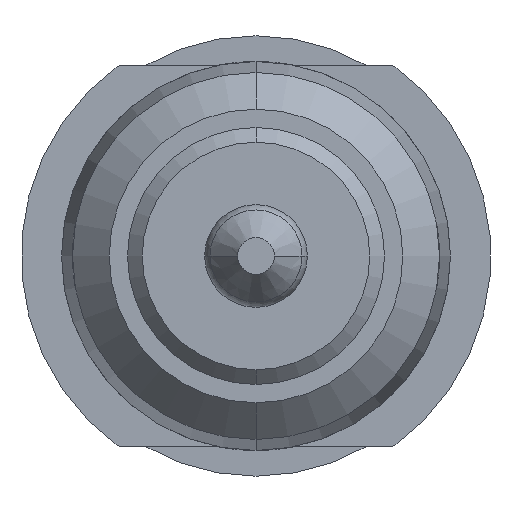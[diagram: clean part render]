
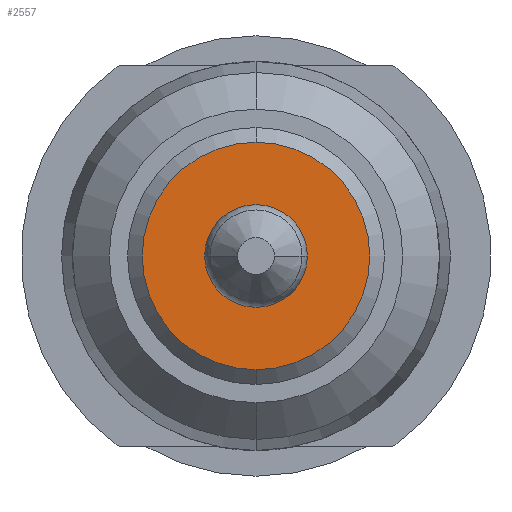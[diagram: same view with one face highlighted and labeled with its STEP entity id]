
A CAD part, front view. The second image highlights one B-rep face of the part: STEP entity #2557.
In plain terms, the highlighted planar face has unit normal (0, -1, 0).
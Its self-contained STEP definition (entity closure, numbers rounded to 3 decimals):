
#69 = PLANE ( 'NONE',  #2660 ) ;
#167 = ORIENTED_EDGE ( 'NONE', *, *, #2777, .F. ) ;
#250 = AXIS2_PLACEMENT_3D ( 'NONE', #3394, #802, #1484 ) ;
#290 = CARTESIAN_POINT ( 'NONE',  ( 0., -29., -0.775 ) ) ;
#375 = CIRCLE ( 'NONE', #2337, 0.35 ) ;
#379 = CIRCLE ( 'NONE', #250, 0.775 ) ;
#490 = CARTESIAN_POINT ( 'NONE',  ( 0., -29., 0. ) ) ;
#595 = DIRECTION ( 'NONE',  ( 0., 0., 1. ) ) ;
#600 = DIRECTION ( 'NONE',  ( 0., -1., 0. ) ) ;
#614 = EDGE_LOOP ( 'NONE', ( #719, #167 ) ) ;
#715 = CARTESIAN_POINT ( 'NONE',  ( 0., -29., 0.775 ) ) ;
#719 = ORIENTED_EDGE ( 'NONE', *, *, #3703, .F. ) ;
#765 = EDGE_LOOP ( 'NONE', ( #4115, #1911 ) ) ;
#802 = DIRECTION ( 'NONE',  ( 0., -1., 0. ) ) ;
#861 = VERTEX_POINT ( 'NONE', #290 ) ;
#1054 = AXIS2_PLACEMENT_3D ( 'NONE', #2505, #2520, #595 ) ;
#1326 = VERTEX_POINT ( 'NONE', #715 ) ;
#1484 = DIRECTION ( 'NONE',  ( 0., 0., 1. ) ) ;
#1752 = EDGE_CURVE ( 'Defeature ausgef�hrt1_27+Defeature ausgef�hrt1_28+Defeature ausgef�hrt1_28+Defeature ausgef�hrt1_28', #861, #1326, #379, .T. ) ;
#1908 = CARTESIAN_POINT ( 'NONE',  ( 0., -29., 0. ) ) ;
#1911 = ORIENTED_EDGE ( 'NONE', *, *, #1752, .T. ) ;
#2013 = AXIS2_PLACEMENT_3D ( 'NONE', #1908, #600, #2849 ) ;
#2337 = AXIS2_PLACEMENT_3D ( 'NONE', #490, #2719, #3058 ) ;
#2505 = CARTESIAN_POINT ( 'NONE',  ( 0., -29., 0. ) ) ;
#2520 = DIRECTION ( 'NONE',  ( 0., -1., 0. ) ) ;
#2557 = ADVANCED_FACE ( 'Defeature ausgef�hrt1_27', ( #3772, #2930 ), #69, .F. ) ;
#2660 = AXIS2_PLACEMENT_3D ( 'NONE', #3603, #2918, #3252 ) ;
#2719 = DIRECTION ( 'NONE',  ( 0., -1., 0. ) ) ;
#2777 = EDGE_CURVE ( 'Defeature ausgef�hrt1_29+Defeature ausgef�hrt1_27+Defeature ausgef�hrt1_27+Defeature ausgef�hrt1_27', #3400, #3282, #4020, .T. ) ;
#2823 = CARTESIAN_POINT ( 'NONE',  ( 0.35, -29., 0. ) ) ;
#2849 = DIRECTION ( 'NONE',  ( 0., 0., 1. ) ) ;
#2918 = DIRECTION ( 'NONE',  ( 0., 1., 0. ) ) ;
#2930 = FACE_OUTER_BOUND ( 'NONE', #765, .T. ) ;
#3052 = CARTESIAN_POINT ( 'NONE',  ( -0.35, -29., 0. ) ) ;
#3058 = DIRECTION ( 'NONE',  ( 0., 0., 1. ) ) ;
#3252 = DIRECTION ( 'NONE',  ( 0., 0., 1. ) ) ;
#3282 = VERTEX_POINT ( 'NONE', #3052 ) ;
#3334 = EDGE_CURVE ( 'Defeature ausgef�hrt1_27+Defeature ausgef�hrt1_28+Defeature ausgef�hrt1_28+Defeature ausgef�hrt1_28', #1326, #861, #3439, .T. ) ;
#3394 = CARTESIAN_POINT ( 'NONE',  ( 0., -29., 0. ) ) ;
#3400 = VERTEX_POINT ( 'NONE', #2823 ) ;
#3439 = CIRCLE ( 'NONE', #1054, 0.775 ) ;
#3603 = CARTESIAN_POINT ( 'NONE',  ( 0.875, -29., 0. ) ) ;
#3703 = EDGE_CURVE ( 'Defeature ausgef�hrt1_29+Defeature ausgef�hrt1_27+Defeature ausgef�hrt1_27+Defeature ausgef�hrt1_27', #3282, #3400, #375, .T. ) ;
#3772 = FACE_BOUND ( 'NONE', #614, .T. ) ;
#4020 = CIRCLE ( 'NONE', #2013, 0.35 ) ;
#4115 = ORIENTED_EDGE ( 'NONE', *, *, #3334, .T. ) ;
